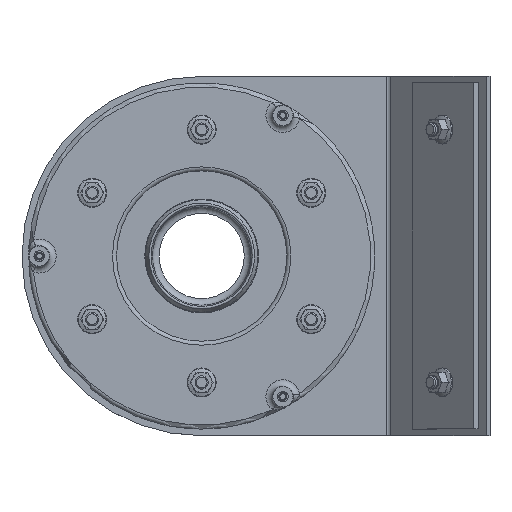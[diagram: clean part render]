
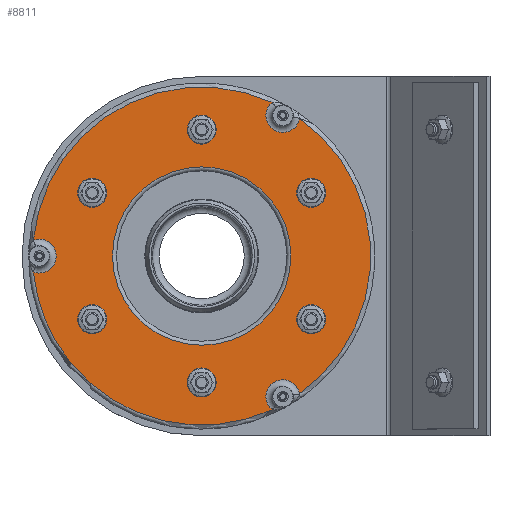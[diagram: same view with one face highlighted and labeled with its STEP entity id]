
A CAD part, top view. The second image highlights one B-rep face of the part: STEP entity #8811.
In plain terms, the highlighted planar face has unit normal (0, 0, 1).
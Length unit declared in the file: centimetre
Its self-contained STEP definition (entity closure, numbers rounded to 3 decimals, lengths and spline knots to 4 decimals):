
#257=FACE_BOUND('',#1659,.T.);
#258=FACE_BOUND('',#1660,.T.);
#259=FACE_BOUND('',#1661,.T.);
#260=FACE_BOUND('',#1662,.T.);
#261=FACE_BOUND('',#1663,.T.);
#262=FACE_BOUND('',#1664,.T.);
#263=FACE_BOUND('',#1665,.T.);
#460=PLANE('',#9902);
#1016=FACE_OUTER_BOUND('',#1658,.T.);
#1658=EDGE_LOOP('',(#7353,#7354,#7355,#7356,#7357,#7358,#7359));
#1659=EDGE_LOOP('',(#7360));
#1660=EDGE_LOOP('',(#7361));
#1661=EDGE_LOOP('',(#7362));
#1662=EDGE_LOOP('',(#7363));
#1663=EDGE_LOOP('',(#7364));
#1664=EDGE_LOOP('',(#7365));
#1665=EDGE_LOOP('',(#7366));
#3241=CIRCLE('',#9852,8.5);
#3247=CIRCLE('',#9861,8.5);
#3253=CIRCLE('',#9870,8.5);
#3259=CIRCLE('',#9879,8.5);
#3265=CIRCLE('',#9888,8.5);
#3271=CIRCLE('',#9897,8.5);
#3274=CIRCLE('',#9903,12.7676);
#3275=CIRCLE('',#9904,127.);
#3276=CIRCLE('',#9905,127.);
#3277=CIRCLE('',#9906,12.7676);
#3278=CIRCLE('',#9907,127.);
#3279=CIRCLE('',#9908,12.7676);
#3280=CIRCLE('',#9909,127.);
#3281=CIRCLE('',#9910,67.);
#3978=VERTEX_POINT('',#15972);
#3983=VERTEX_POINT('',#15988);
#3988=VERTEX_POINT('',#16004);
#3993=VERTEX_POINT('',#16020);
#3998=VERTEX_POINT('',#16036);
#4003=VERTEX_POINT('',#16052);
#4006=VERTEX_POINT('',#16064);
#4007=VERTEX_POINT('',#16065);
#4008=VERTEX_POINT('',#16067);
#4009=VERTEX_POINT('',#16069);
#4010=VERTEX_POINT('',#16071);
#4011=VERTEX_POINT('',#16073);
#4012=VERTEX_POINT('',#16075);
#4013=VERTEX_POINT('',#16078);
#5096=EDGE_CURVE('',#3978,#3978,#3241,.T.);
#5104=EDGE_CURVE('',#3983,#3983,#3247,.T.);
#5112=EDGE_CURVE('',#3988,#3988,#3253,.T.);
#5120=EDGE_CURVE('',#3993,#3993,#3259,.T.);
#5128=EDGE_CURVE('',#3998,#3998,#3265,.T.);
#5136=EDGE_CURVE('',#4003,#4003,#3271,.T.);
#5141=EDGE_CURVE('',#4006,#4007,#3274,.T.);
#5142=EDGE_CURVE('',#4008,#4006,#3275,.T.);
#5143=EDGE_CURVE('',#4009,#4008,#3276,.T.);
#5144=EDGE_CURVE('',#4010,#4009,#3277,.T.);
#5145=EDGE_CURVE('',#4011,#4010,#3278,.T.);
#5146=EDGE_CURVE('',#4012,#4011,#3279,.T.);
#5147=EDGE_CURVE('',#4007,#4012,#3280,.T.);
#5148=EDGE_CURVE('',#4013,#4013,#3281,.T.);
#7353=ORIENTED_EDGE('',*,*,#5141,.F.);
#7354=ORIENTED_EDGE('',*,*,#5142,.F.);
#7355=ORIENTED_EDGE('',*,*,#5143,.F.);
#7356=ORIENTED_EDGE('',*,*,#5144,.F.);
#7357=ORIENTED_EDGE('',*,*,#5145,.F.);
#7358=ORIENTED_EDGE('',*,*,#5146,.F.);
#7359=ORIENTED_EDGE('',*,*,#5147,.F.);
#7360=ORIENTED_EDGE('',*,*,#5096,.F.);
#7361=ORIENTED_EDGE('',*,*,#5104,.F.);
#7362=ORIENTED_EDGE('',*,*,#5112,.F.);
#7363=ORIENTED_EDGE('',*,*,#5120,.F.);
#7364=ORIENTED_EDGE('',*,*,#5128,.F.);
#7365=ORIENTED_EDGE('',*,*,#5136,.F.);
#7366=ORIENTED_EDGE('',*,*,#5148,.T.);
#8811=ADVANCED_FACE('',(#1016,#257,#258,#259,#260,#261,#262,#263),#460,
 .T.);
#9852=AXIS2_PLACEMENT_3D('',#15974,#12278,#12279);
#9861=AXIS2_PLACEMENT_3D('',#15990,#12298,#12299);
#9870=AXIS2_PLACEMENT_3D('',#16006,#12318,#12319);
#9879=AXIS2_PLACEMENT_3D('',#16022,#12338,#12339);
#9888=AXIS2_PLACEMENT_3D('',#16038,#12358,#12359);
#9897=AXIS2_PLACEMENT_3D('',#16054,#12378,#12379);
#9902=AXIS2_PLACEMENT_3D('',#16063,#12390,#12391);
#9903=AXIS2_PLACEMENT_3D('',#16066,#12392,#12393);
#9904=AXIS2_PLACEMENT_3D('',#16068,#12394,#12395);
#9905=AXIS2_PLACEMENT_3D('',#16070,#12396,#12397);
#9906=AXIS2_PLACEMENT_3D('',#16072,#12398,#12399);
#9907=AXIS2_PLACEMENT_3D('',#16074,#12400,#12401);
#9908=AXIS2_PLACEMENT_3D('',#16076,#12402,#12403);
#9909=AXIS2_PLACEMENT_3D('',#16077,#12404,#12405);
#9910=AXIS2_PLACEMENT_3D('',#16079,#12406,#12407);
#12278=DIRECTION('center_axis',(0.,0.,
1.));
#12279=DIRECTION('ref_axis',(0.866,0.5,0.));
#12298=DIRECTION('center_axis',(0.,0.,
1.));
#12299=DIRECTION('ref_axis',(0.866,0.5,0.));
#12318=DIRECTION('center_axis',(0.,0.,
1.));
#12319=DIRECTION('ref_axis',(0.866,0.5,0.));
#12338=DIRECTION('center_axis',(0.,0.,
1.));
#12339=DIRECTION('ref_axis',(0.866,0.5,0.));
#12358=DIRECTION('center_axis',(0.,0.,
1.));
#12359=DIRECTION('ref_axis',(0.866,0.5,0.));
#12378=DIRECTION('center_axis',(0.,0.,
1.));
#12379=DIRECTION('ref_axis',(0.866,0.5,0.));
#12390=DIRECTION('center_axis',(0.,0.,
1.));
#12391=DIRECTION('ref_axis',(-0.866,-0.5,0.));
#12392=DIRECTION('center_axis',(0.,0.,
1.));
#12393=DIRECTION('ref_axis',(1.,0.,0.));
#12394=DIRECTION('center_axis',(0.,0.,
-1.));
#12395=DIRECTION('ref_axis',(0.5,-0.866,0.));
#12396=DIRECTION('center_axis',(0.,0.,
-1.));
#12397=DIRECTION('ref_axis',(0.5,-0.866,0.));
#12398=DIRECTION('center_axis',(0.,0.,
1.));
#12399=DIRECTION('ref_axis',(-0.5,0.866,0.));
#12400=DIRECTION('center_axis',(0.,0.,
-1.));
#12401=DIRECTION('ref_axis',(0.5,-0.866,0.));
#12402=DIRECTION('center_axis',(0.,0.,
1.));
#12403=DIRECTION('ref_axis',(-0.5,-0.866,0.));
#12404=DIRECTION('center_axis',(0.,0.,
-1.));
#12405=DIRECTION('ref_axis',(0.5,-0.866,0.));
#12406=DIRECTION('center_axis',(0.,0.,
-1.));
#12407=DIRECTION('ref_axis',(0.5,-0.866,0.));
#15972=CARTESIAN_POINT('',(494.4183,256.6126,-21.5586));
#15974=CARTESIAN_POINT('Origin',(498.6683,263.9738,-21.5586));
#15988=CARTESIAN_POINT('',(658.9631,271.3351,-21.5586));
#15990=CARTESIAN_POINT('Origin',(663.2131,263.9738,-21.5586));
#16004=CARTESIAN_POINT('',(589.4407,121.4738,-21.5586));
#16006=CARTESIAN_POINT('Origin',(580.9407,121.4738,-21.5586));
#16020=CARTESIAN_POINT('',(667.4631,176.3351,-21.5586));
#16022=CARTESIAN_POINT('Origin',(663.2131,168.9738,-21.5586));
#16036=CARTESIAN_POINT('',(572.4407,311.4738,-21.5586));
#16038=CARTESIAN_POINT('Origin',(580.9407,311.4738,-21.5586));
#16052=CARTESIAN_POINT('',(502.9183,161.6126,-21.5586));
#16054=CARTESIAN_POINT('Origin',(498.6683,168.9738,-21.5586));
#16063=CARTESIAN_POINT('Origin',(517.4407,326.4591,-21.5586));
#16064=CARTESIAN_POINT('',(454.5063,204.5011,-21.5586));
#16065=CARTESIAN_POINT('',(454.5063,228.4466,-21.5586));
#16066=CARTESIAN_POINT('Origin',(458.9407,216.4738,-21.5586));
#16067=CARTESIAN_POINT('',(470.9555,152.9738,-21.5586));
#16068=CARTESIAN_POINT('Origin',(580.9407,216.4738,-21.5586));
#16069=CARTESIAN_POINT('',(633.7892,100.9921,-21.5586));
#16070=CARTESIAN_POINT('Origin',(580.9407,216.4738,-21.5586));
#16071=CARTESIAN_POINT('',(654.5266,112.9648,-21.5586));
#16072=CARTESIAN_POINT('Origin',(641.9407,110.8187,-21.5586));
#16073=CARTESIAN_POINT('',(654.5266,319.9828,-21.5586));
#16074=CARTESIAN_POINT('Origin',(580.9407,216.4738,-21.5586));
#16075=CARTESIAN_POINT('',(633.7892,331.9556,-21.5586));
#16076=CARTESIAN_POINT('Origin',(641.9407,322.1289,-21.5586));
#16077=CARTESIAN_POINT('Origin',(580.9407,216.4738,-21.5586));
#16078=CARTESIAN_POINT('',(522.917,182.9738,-21.5586));
#16079=CARTESIAN_POINT('Origin',(580.9407,216.4738,-21.5586));
